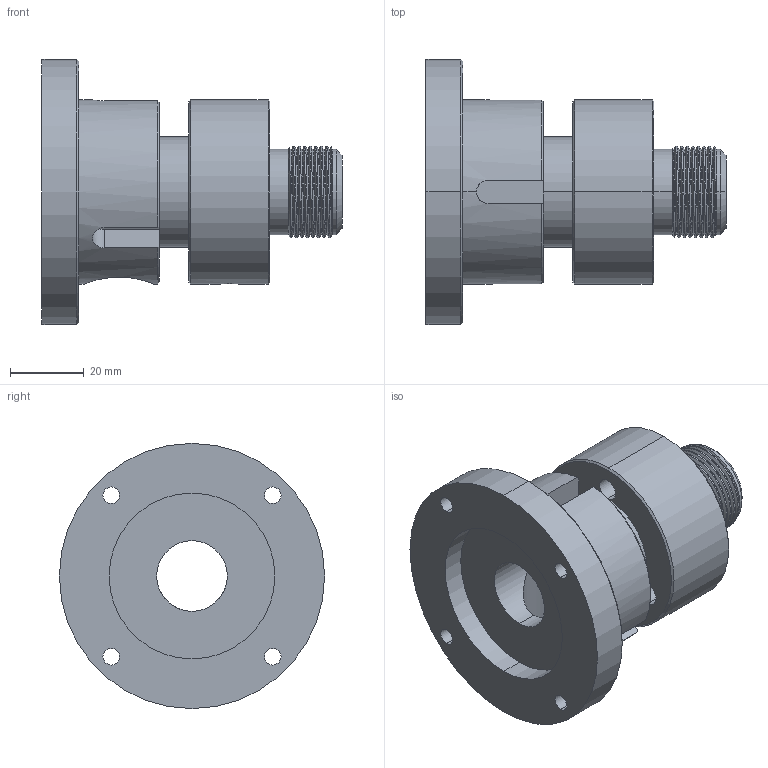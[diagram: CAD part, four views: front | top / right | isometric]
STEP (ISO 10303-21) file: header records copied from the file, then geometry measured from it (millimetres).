
FILE_DESCRIPTION (( 'STEP AP203' ), '1' );
FILE_NAME ('003-103 - Extruder Barrel.STEP', '2019-06-12T00:32:31', ( '' ), ( '' ), 'SwSTEP 2.0', 'SolidWorks 2015', '' );
FILE_SCHEMA (( 'CONFIG_CONTROL_DESIGN' ));
Length unit declared in the file: millimetre
Products named in the file (1): 003-103 - Extruder Barrel
Bounding box: 81.5 x 72 x 72 mm (x, y, z)
Volume: 99013.9 mm3; surface area: 30279.8 mm2
Topology: 1 solids, 1 shells, 108 faces, 293 edges, 184 vertices
Faces by surface type: cylinder 71, plane 18, cone 17, bspline 2
Entity records: 5012 total; most frequent: CARTESIAN_POINT 2370, ORIENTED_EDGE 582, DIRECTION 507, EDGE_CURVE 291, AXIS2_PLACEMENT_3D 197, VERTEX_POINT 184, EDGE_LOOP 125, VECTOR 113
